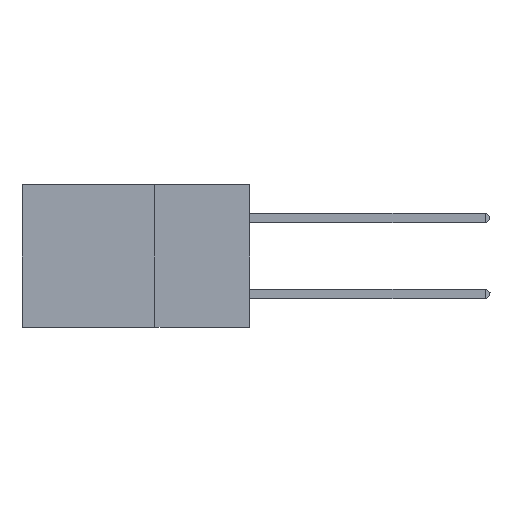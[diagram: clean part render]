
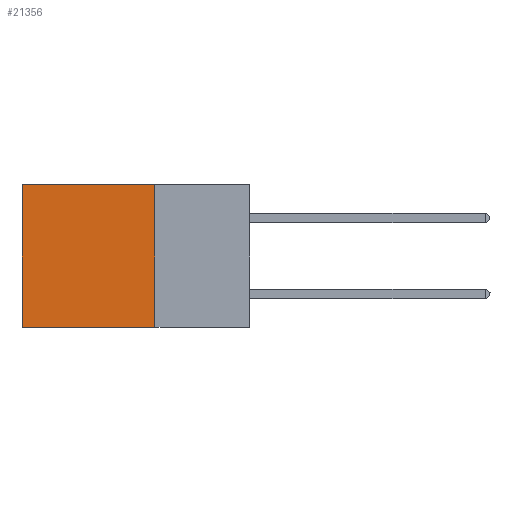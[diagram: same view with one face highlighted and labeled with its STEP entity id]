
A CAD part, left-side view. The second image highlights one B-rep face of the part: STEP entity #21356.
In plain terms, the highlighted planar face has unit normal (-1, 0, 0).
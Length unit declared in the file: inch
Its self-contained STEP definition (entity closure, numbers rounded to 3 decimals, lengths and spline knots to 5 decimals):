
#388 = CARTESIAN_POINT ( 'NONE',  ( 0.2875, 0.25, -0.375 ) ) ;
#1304 = FACE_OUTER_BOUND ( 'NONE', #21043, .T. ) ;
#1652 = VECTOR ( 'NONE', #8593, 39.37008 ) ;
#1971 = EDGE_CURVE ( 'NONE', #12967, #5502, #3370, .T. ) ;
#2937 = EDGE_CURVE ( 'NONE', #21631, #12967, #15063, .T. ) ;
#3370 = LINE ( 'NONE', #6793, #21823 ) ;
#3488 = DIRECTION ( 'NONE',  ( 0., 0., -1. ) ) ;
#3807 = DIRECTION ( 'NONE',  ( 0., 0., -1. ) ) ;
#4290 = DIRECTION ( 'NONE',  ( 0., 1., 0. ) ) ;
#4529 = ORIENTED_EDGE ( 'NONE', *, *, #12627, .F. ) ;
#5502 = VERTEX_POINT ( 'NONE', #7134 ) ;
#5602 = CARTESIAN_POINT ( 'NONE',  ( 0.2875, 0.25, -0.375 ) ) ;
#6162 = CARTESIAN_POINT ( 'NONE',  ( 0.2875, 0.25, -0.375 ) ) ;
#6467 = DIRECTION ( 'NONE',  ( 1., 0., 0. ) ) ;
#6661 = CARTESIAN_POINT ( 'NONE',  ( 0.2875, 0.25, 0. ) ) ;
#6793 = CARTESIAN_POINT ( 'NONE',  ( 0.2875, 0.6, -0.375 ) ) ;
#7078 = VECTOR ( 'NONE', #4290, 39.37008 ) ;
#7134 = CARTESIAN_POINT ( 'NONE',  ( 0.2875, 0.6, -0.375 ) ) ;
#7172 = CARTESIAN_POINT ( 'NONE',  ( 0.2875, 0.25, 0. ) ) ;
#7338 = ORIENTED_EDGE ( 'NONE', *, *, #13063, .F. ) ;
#8252 = ORIENTED_EDGE ( 'NONE', *, *, #2937, .T. ) ;
#8296 = ORIENTED_EDGE ( 'NONE', *, *, #1971, .T. ) ;
#8593 = DIRECTION ( 'NONE',  ( 0., 1., 0. ) ) ;
#9691 = CARTESIAN_POINT ( 'NONE',  ( 0.2875, 0.25, -0.375 ) ) ;
#10003 = DIRECTION ( 'NONE',  ( 0., 0., -1. ) ) ;
#10140 = LINE ( 'NONE', #5602, #22137 ) ;
#12455 = AXIS2_PLACEMENT_3D ( 'NONE', #6162, #6467, #10003 ) ;
#12627 = EDGE_CURVE ( 'NONE', #21785, #5502, #13525, .T. ) ;
#12967 = VERTEX_POINT ( 'NONE', #19654 ) ;
#13063 = EDGE_CURVE ( 'NONE', #21631, #21785, #10140, .T. ) ;
#13207 = PLANE ( 'NONE',  #12455 ) ;
#13525 = LINE ( 'NONE', #9691, #7078 ) ;
#15063 = LINE ( 'NONE', #6661, #1652 ) ;
#19654 = CARTESIAN_POINT ( 'NONE',  ( 0.2875, 0.6, 0. ) ) ;
#21043 = EDGE_LOOP ( 'NONE', ( #8296, #4529, #7338, #8252 ) ) ;
#21356 = ADVANCED_FACE ( 'NONE', ( #1304 ), #13207, .F. ) ;
#21631 = VERTEX_POINT ( 'NONE', #7172 ) ;
#21785 = VERTEX_POINT ( 'NONE', #388 ) ;
#21823 = VECTOR ( 'NONE', #3488, 39.37008 ) ;
#22137 = VECTOR ( 'NONE', #3807, 39.37008 ) ;
